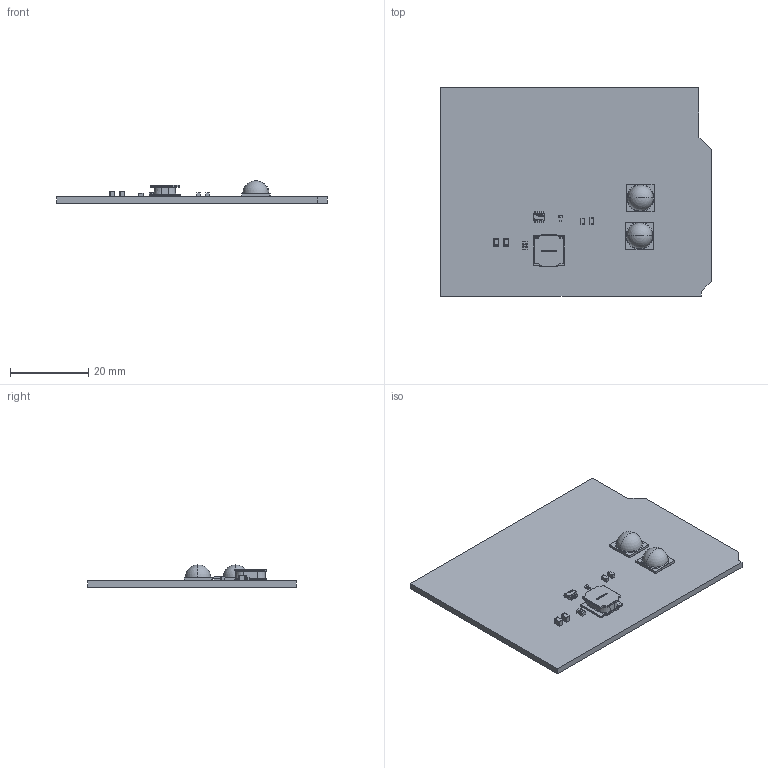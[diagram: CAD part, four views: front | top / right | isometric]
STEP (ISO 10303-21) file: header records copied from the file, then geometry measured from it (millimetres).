
FILE_DESCRIPTION(('Open CASCADE Model'),'2;1');
FILE_NAME('Open CASCADE Shape Model','2024-03-02T11:40:29',('Author'),( 'Open CASCADE'),'Open CASCADE STEP processor 7.5','Open CASCADE 7.5' ,'Unknown');
FILE_SCHEMA(('AUTOMOTIVE_DESIGN { 1 0 10303 214 1 1 1 1 }'));
Length unit declared in the file: millimetre
Products named in the file (43): PCB; Board; Open CASCADE STEP translator 7.5 3.1.1; U1; IC_Texas_Instruments_TPS562201DDCT_eec; body; pins; part number; Rfbt; 5851010272; Extruded; 5851010112; Rfbb; 5795704736; Mid_Body; Terminal; Open CASCADE STEP translator 6.8 9.2.1; Mark; L1; Ind_Taiyo_Yuden_NRS8030T1R0NJGJ_eec; terminal; logo; wire_; D2; MKR_3D; D1; Cout2; 5851010832; 5851010592; Cout1; Cin2; CAPC2012X145N EIA 0805; Cin1; Cbst; Cap_Yageo_CC0805KKX7R7BB105_eec; Assem1; Pin
Assembly tree (50 placements, depth 5):
  PCB
    Board
      Open CASCADE STEP translator 7.5 3.1.1
    U1
      IC_Texas_Instruments_TPS562201DDCT_eec
        body
        pins
        part number
    Rfbt
      5851010272
        Extruded
      5851010112  x2
        Extruded
    Rfbb
      5795704736
        Mid_Body
        Terminal  x2
          Open CASCADE STEP translator 6.8 9.2.1
        Mark
    L1
      Ind_Taiyo_Yuden_NRS8030T1R0NJGJ_eec
        body
        terminal
        logo
        wire_
    D2
      MKR_3D
    D1
      MKR_3D
    Cout2
      5851010832  x2
        Extruded
      5851010592
        Extruded
    Cout1
      5851010832  x2
        Extruded
      5851010592
        Extruded
    Cin2
      CAPC2012X145N EIA 0805
    Cin1
      CAPC2012X145N EIA 0805
    Cbst
      Cap_Yageo_CC0805KKX7R7BB105_eec
        Assem1
          body
          Pin
          logo
Bounding box: 69.22 x 53.34 x 5.71 mm (x, y, z)
Volume: 6253.2 mm3; surface area: 8381.2 mm2
Topology: 73 solids, 73 shells, 1377 faces, 3398 edges, 2154 vertices
Faces by surface type: plane 803, cylinder 228, bspline 223, torus 63, sphere 40, cone 20
Full cylindrical faces by diameter (mm): 0.2 x6
Entity records: 41161 total; most frequent: CARTESIAN_POINT 11441, ORIENTED_EDGE 6180, DIRECTION 5313, EDGE_CURVE 3090, LINE 2151, VECTOR 2151, VERTEX_POINT 1985, AXIS2_PLACEMENT_3D 1581
